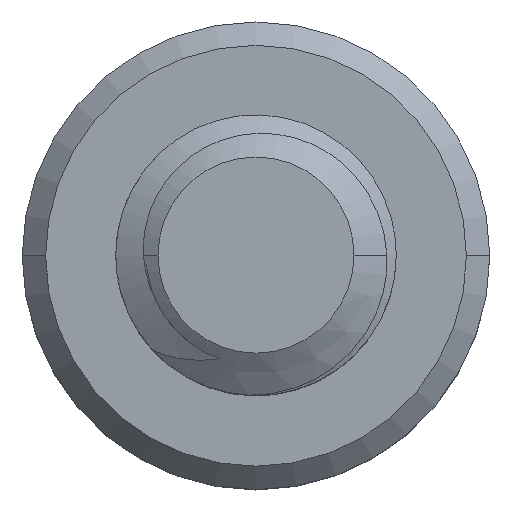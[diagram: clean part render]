
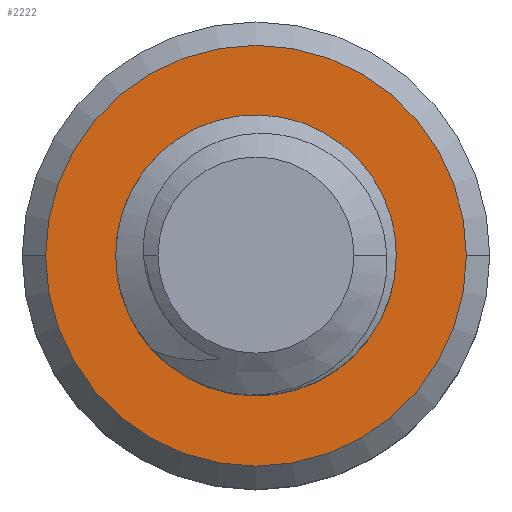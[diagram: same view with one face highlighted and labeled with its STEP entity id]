
A CAD part, top view. The second image highlights one B-rep face of the part: STEP entity #2222.
In plain terms, the highlighted planar face has unit normal (0, 0, 1).
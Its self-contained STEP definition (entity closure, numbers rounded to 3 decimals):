
#77 = CARTESIAN_POINT ( 'NONE',  ( -2.505, -0.962, -8. ) ) ;
#95 = CARTESIAN_POINT ( 'NONE',  ( 2.322, 1.44, -8. ) ) ;
#107 = CARTESIAN_POINT ( 'NONE',  ( 2.035, -1.317, -8. ) ) ;
#117 = AXIS2_PLACEMENT_3D ( 'NONE', #1696, #327, #1890 ) ;
#129 = AXIS2_PLACEMENT_3D ( 'NONE', #1364, #2862, #1584 ) ;
#131 = CARTESIAN_POINT ( 'NONE',  ( 0., 0., -8. ) ) ;
#134 = CIRCLE ( 'NONE', #215, 4.5 ) ;
#190 = EDGE_CURVE ( 'NONE', #2473, #2105, #718, .T. ) ;
#215 = AXIS2_PLACEMENT_3D ( 'NONE', #1657, #277, #1851 ) ;
#277 = DIRECTION ( 'NONE',  ( 0., 0., 1. ) ) ;
#297 = CARTESIAN_POINT ( 'NONE',  ( -2.659, -0.593, -8. ) ) ;
#302 = CARTESIAN_POINT ( 'NONE',  ( 0.266, 2.978, -8. ) ) ;
#317 = CARTESIAN_POINT ( 'NONE',  ( 2.5, 0.945, -8. ) ) ;
#327 = DIRECTION ( 'NONE',  ( 0., 0., -1. ) ) ;
#330 = CARTESIAN_POINT ( 'NONE',  ( 1.647, -1.677, -8. ) ) ;
#354 = DIRECTION ( 'NONE',  ( -1., 0., 0. ) ) ;
#365 = DIRECTION ( 'NONE',  ( -1., 0., 0. ) ) ;
#515 = CARTESIAN_POINT ( 'NONE',  ( -1.051, -2.251, -8. ) ) ;
#528 = CARTESIAN_POINT ( 'NONE',  ( -2.757, -0.209, -8. ) ) ;
#538 = CARTESIAN_POINT ( 'NONE',  ( 0., 3., -8. ) ) ;
#541 = CARTESIAN_POINT ( 'NONE',  ( 0., -2.35, -8. ) ) ;
#548 = CARTESIAN_POINT ( 'NONE',  ( 2.572, 0.552, -8. ) ) ;
#594 = FACE_OUTER_BOUND ( 'NONE', #2240, .T. ) ;
#644 = FACE_BOUND ( 'NONE', #2236, .T. ) ;
#648 = CIRCLE ( 'NONE', #1140, 4.5 ) ;
#718 = CIRCLE ( 'NONE', #117, 2.35 ) ;
#729 = EDGE_CURVE ( 'NONE', #1016, #2473, #1563, .T. ) ;
#758 = CARTESIAN_POINT ( 'NONE',  ( -1.642, -1.95, -8. ) ) ;
#768 = CARTESIAN_POINT ( 'NONE',  ( -2.806, 0.454, -8. ) ) ;
#774 = CARTESIAN_POINT ( 'NONE',  ( 1.023, 2.73, -8. ) ) ;
#782 = CARTESIAN_POINT ( 'NONE',  ( 2.583, 0.156, -8. ) ) ;
#796 = CARTESIAN_POINT ( 'NONE',  ( -2.102, 2.141, -8. ) ) ;
#919 = CIRCLE ( 'NONE', #129, 3. ) ;
#940 = CARTESIAN_POINT ( 'NONE',  ( 1.647, -1.677, -8. ) ) ;
#972 = AXIS2_PLACEMENT_3D ( 'NONE', #1509, #2559, #354 ) ;
#984 = VERTEX_POINT ( 'NONE', #1736 ) ;
#996 = CARTESIAN_POINT ( 'NONE',  ( -1.954, -1.703, -8. ) ) ;
#1006 = CARTESIAN_POINT ( 'NONE',  ( -2.644, 1.234, -8. ) ) ;
#1013 = CARTESIAN_POINT ( 'NONE',  ( 1.574, 2.365, -8. ) ) ;
#1016 = VERTEX_POINT ( 'NONE', #1526 ) ;
#1026 = CARTESIAN_POINT ( 'NONE',  ( 2.532, -0.24, -8. ) ) ;
#1139 = ORIENTED_EDGE ( 'NONE', *, *, #1583, .T. ) ;
#1140 = AXIS2_PLACEMENT_3D ( 'NONE', #131, #1721, #365 ) ;
#1142 = ORIENTED_EDGE ( 'NONE', *, *, #2235, .T. ) ;
#1233 = CARTESIAN_POINT ( 'NONE',  ( -2.222, -1.411, -8. ) ) ;
#1244 = CARTESIAN_POINT ( 'NONE',  ( -2.274, 1.937, -8. ) ) ;
#1252 = CARTESIAN_POINT ( 'NONE',  ( 1.863, 2.09, -8. ) ) ;
#1259 = CARTESIAN_POINT ( 'NONE',  ( 2.42, -0.621, -8. ) ) ;
#1282 = PLANE ( 'NONE',  #972 ) ;
#1364 = CARTESIAN_POINT ( 'NONE',  ( 0., 0., -8. ) ) ;
#1452 = CARTESIAN_POINT ( 'NONE',  ( -0.266, -2.379, -8. ) ) ;
#1461 = CARTESIAN_POINT ( 'NONE',  ( -2.443, -1.078, -8. ) ) ;
#1474 = CARTESIAN_POINT ( 'NONE',  ( 2.189, 1.676, -8. ) ) ;
#1489 = CARTESIAN_POINT ( 'NONE',  ( 2.251, -0.981, -8. ) ) ;
#1509 = CARTESIAN_POINT ( 'NONE',  ( 0., 0., -8. ) ) ;
#1526 = CARTESIAN_POINT ( 'NONE',  ( 0., 3., -8. ) ) ;
#1563 = B_SPLINE_CURVE_WITH_KNOTS ( 'NONE', 3,
 ( #538, #302, #2088, #774, #2309, #1013, #2526, #1252, #2748, #1474, #95, #1692, #317, #1885, #548, #2099, #782, #2317, #1026, #2534, #1259, #2758, #1489, #107, #1698, #330 ),
 .UNSPECIFIED., .F., .F.,
 ( 4, 2, 2, 2, 2, 2, 2, 2, 2, 2, 2, 2, 4 ),
 ( 0., 0.001, 0.002, 0.002, 0.002, 0.003, 0.004, 0.004, 0.004, 0.005, 0.005, 0.006, 0.006 ),
 .UNSPECIFIED. ) ;
#1570 = CARTESIAN_POINT ( 'NONE',  ( -2.102, 2.141, -8. ) ) ;
#1583 = EDGE_CURVE ( 'NONE', #984, #2647, #134, .T. ) ;
#1584 = DIRECTION ( 'NONE',  ( 1., 0., 0. ) ) ;
#1604 = CARTESIAN_POINT ( 'NONE',  ( 4.5, 0., -8. ) ) ;
#1630 = EDGE_CURVE ( 'NONE', #2105, #2163, #1717, .T. ) ;
#1657 = CARTESIAN_POINT ( 'NONE',  ( 0., 0., -8. ) ) ;
#1667 = CARTESIAN_POINT ( 'NONE',  ( 0., -2.35, -8. ) ) ;
#1674 = CARTESIAN_POINT ( 'NONE',  ( -2.613, -0.719, -8. ) ) ;
#1692 = CARTESIAN_POINT ( 'NONE',  ( 2.463, 1.071, -8. ) ) ;
#1696 = CARTESIAN_POINT ( 'NONE',  ( 0., 0., -8. ) ) ;
#1698 = CARTESIAN_POINT ( 'NONE',  ( 1.859, -1.513, -8. ) ) ;
#1717 = B_SPLINE_CURVE_WITH_KNOTS ( 'NONE', 3,
 ( #1667, #1452, #1861, #515, #2075, #758, #2290, #996, #2514, #1233, #2732, #1461, #77, #1674, #297, #1873, #528, #2083, #768, #2299, #1006, #2520, #1244, #1570 ),
 .UNSPECIFIED., .F., .F.,
 ( 4, 2, 2, 2, 2, 2, 2, 2, 2, 2, 2, 4 ),
 ( 0., 0.001, 0.002, 0.002, 0.002, 0.003, 0.003, 0.004, 0.004, 0.005, 0.006, 0.006 ),
 .UNSPECIFIED. ) ;
#1721 = DIRECTION ( 'NONE',  ( 0., 0., 1. ) ) ;
#1736 = CARTESIAN_POINT ( 'NONE',  ( -4.5, 0., -8. ) ) ;
#1851 = DIRECTION ( 'NONE',  ( -1., 0., 0. ) ) ;
#1861 = CARTESIAN_POINT ( 'NONE',  ( -0.53, -2.364, -8. ) ) ;
#1873 = CARTESIAN_POINT ( 'NONE',  ( -2.73, -0.338, -8. ) ) ;
#1885 = CARTESIAN_POINT ( 'NONE',  ( 2.555, 0.685, -8. ) ) ;
#1890 = DIRECTION ( 'NONE',  ( 1., 0., 0. ) ) ;
#2013 = ORIENTED_EDGE ( 'NONE', *, *, #1630, .T. ) ;
#2043 = ORIENTED_EDGE ( 'NONE', *, *, #2541, .F. ) ;
#2075 = CARTESIAN_POINT ( 'NONE',  ( -1.298, -2.154, -8. ) ) ;
#2083 = CARTESIAN_POINT ( 'NONE',  ( -2.809, 0.184, -8. ) ) ;
#2088 = CARTESIAN_POINT ( 'NONE',  ( 0.524, 2.919, -8. ) ) ;
#2099 = CARTESIAN_POINT ( 'NONE',  ( 2.586, 0.287, -8. ) ) ;
#2105 = VERTEX_POINT ( 'NONE', #541 ) ;
#2157 = ORIENTED_EDGE ( 'NONE', *, *, #729, .T. ) ;
#2163 = VERTEX_POINT ( 'NONE', #796 ) ;
#2222 = ADVANCED_FACE ( 'NONE', ( #594, #644 ), #1282, .F. ) ;
#2235 = EDGE_CURVE ( 'NONE', #2647, #984, #648, .T. ) ;
#2236 = EDGE_LOOP ( 'NONE', ( #2043, #2157, #2622, #2013 ) ) ;
#2240 = EDGE_LOOP ( 'NONE', ( #1139, #1142 ) ) ;
#2290 = CARTESIAN_POINT ( 'NONE',  ( -1.751, -1.873, -8. ) ) ;
#2299 = CARTESIAN_POINT ( 'NONE',  ( -2.724, 0.975, -8. ) ) ;
#2309 = CARTESIAN_POINT ( 'NONE',  ( 1.255, 2.602, -8. ) ) ;
#2317 = CARTESIAN_POINT ( 'NONE',  ( 2.556, -0.107, -8. ) ) ;
#2473 = VERTEX_POINT ( 'NONE', #940 ) ;
#2514 = CARTESIAN_POINT ( 'NONE',  ( -2.048, -1.611, -8. ) ) ;
#2520 = CARTESIAN_POINT ( 'NONE',  ( -2.419, 1.711, -8. ) ) ;
#2526 = CARTESIAN_POINT ( 'NONE',  ( 1.675, 2.277, -8. ) ) ;
#2534 = CARTESIAN_POINT ( 'NONE',  ( 2.464, -0.497, -8. ) ) ;
#2541 = EDGE_CURVE ( 'NONE', #1016, #2163, #919, .T. ) ;
#2559 = DIRECTION ( 'NONE',  ( 0., 0., -1. ) ) ;
#2622 = ORIENTED_EDGE ( 'NONE', *, *, #190, .T. ) ;
#2647 = VERTEX_POINT ( 'NONE', #1604 ) ;
#2732 = CARTESIAN_POINT ( 'NONE',  ( -2.302, -1.302, -8. ) ) ;
#2748 = CARTESIAN_POINT ( 'NONE',  ( 1.95, 1.991, -8. ) ) ;
#2758 = CARTESIAN_POINT ( 'NONE',  ( 2.314, -0.863, -8. ) ) ;
#2862 = DIRECTION ( 'NONE',  ( 0., 0., 1. ) ) ;
